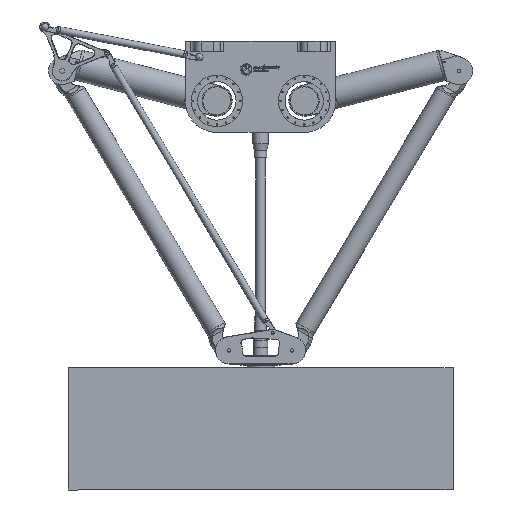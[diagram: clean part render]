
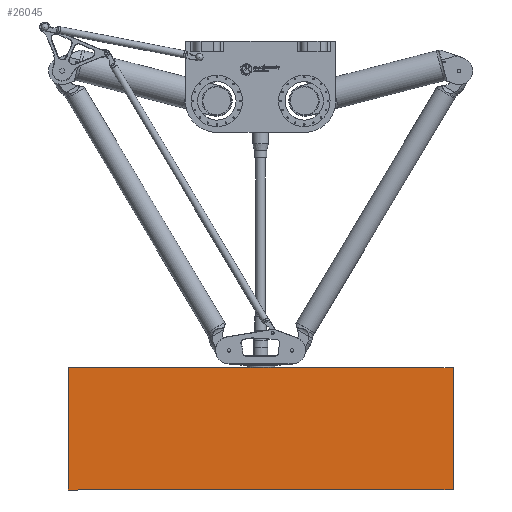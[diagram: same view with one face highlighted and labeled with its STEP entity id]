
A CAD part, left-side view. The second image highlights one B-rep face of the part: STEP entity #26045.
In plain terms, the highlighted face is planar.
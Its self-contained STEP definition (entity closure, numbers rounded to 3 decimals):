
#4849=FACE_OUTER_BOUND('',#6974,.T.);
#6974=EDGE_LOOP('',(#23606,#23607,#23608,#23609));
#8987=LINE('',#49745,#10986);
#8988=LINE('',#49747,#10987);
#8989=LINE('',#49749,#10988);
#8990=LINE('',#49750,#10989);
#10986=VECTOR('',#37046,10.);
#10987=VECTOR('',#37047,10.);
#10988=VECTOR('',#37048,10.);
#10989=VECTOR('',#37049,10.);
#13337=VERTEX_POINT('',#49743);
#13338=VERTEX_POINT('',#49744);
#13339=VERTEX_POINT('',#49746);
#13340=VERTEX_POINT('',#49748);
#16767=EDGE_CURVE('',#13337,#13338,#8987,.T.);
#16768=EDGE_CURVE('',#13339,#13337,#8988,.T.);
#16769=EDGE_CURVE('',#13340,#13339,#8989,.T.);
#16770=EDGE_CURVE('',#13338,#13340,#8990,.T.);
#23606=ORIENTED_EDGE('',*,*,#16767,.F.);
#23607=ORIENTED_EDGE('',*,*,#16768,.F.);
#23608=ORIENTED_EDGE('',*,*,#16769,.F.);
#23609=ORIENTED_EDGE('',*,*,#16770,.F.);
#24469=PLANE('',#29325);
#26045=ADVANCED_FACE('',(#4849),#24469,.F.);
#29325=AXIS2_PLACEMENT_3D('',#49742,#37044,#37045);
#37044=DIRECTION('center_axis',(0.,0.,1.));
#37045=DIRECTION('ref_axis',(1.,0.,0.));
#37046=DIRECTION('',(0.,-1.,0.));
#37047=DIRECTION('',(-1.,0.,0.));
#37048=DIRECTION('',(0.,1.,0.));
#37049=DIRECTION('',(1.,0.,0.));
#49742=CARTESIAN_POINT('Origin',(0.,0.,
-1.));
#49743=CARTESIAN_POINT('',(-550.,175.,-1.));
#49744=CARTESIAN_POINT('',(-550.,-175.,-1.));
#49745=CARTESIAN_POINT('',(-550.,-175.,-1.));
#49746=CARTESIAN_POINT('',(550.,175.,-1.));
#49747=CARTESIAN_POINT('',(-550.,175.,-1.));
#49748=CARTESIAN_POINT('',(550.,-175.,-1.));
#49749=CARTESIAN_POINT('',(550.,175.,-1.));
#49750=CARTESIAN_POINT('',(550.,-175.,-1.));
